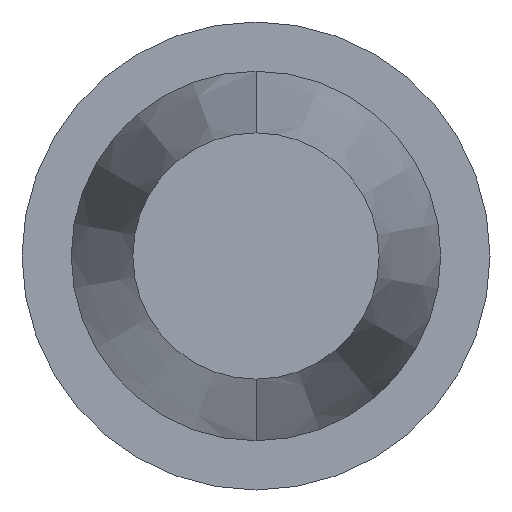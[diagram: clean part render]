
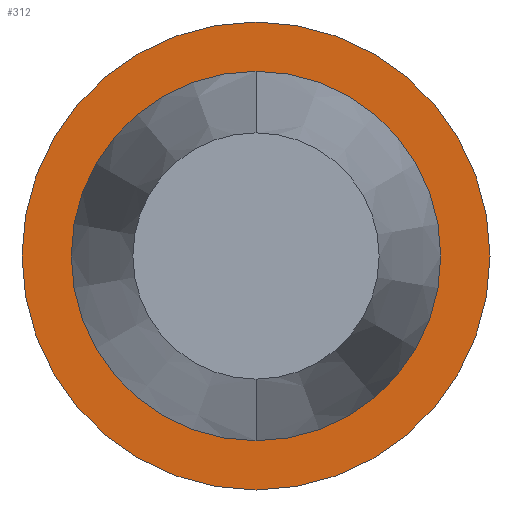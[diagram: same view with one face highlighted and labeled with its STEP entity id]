
A CAD part, front view. The second image highlights one B-rep face of the part: STEP entity #312.
In plain terms, the highlighted planar face has unit normal (0, -1, 0).
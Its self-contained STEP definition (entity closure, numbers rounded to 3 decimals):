
#93 = CARTESIAN_POINT ( 'NONE',  ( 0., 0., 0. ) ) ;
#104 = ORIENTED_EDGE ( 'NONE', *, *, #1219, .T. ) ;
#112 = CIRCLE ( 'NONE', #179, 2. ) ;
#117 = PLANE ( 'NONE',  #385 ) ;
#179 = AXIS2_PLACEMENT_3D ( 'NONE', #1264, #722, #574 ) ;
#191 = VERTEX_POINT ( 'NONE', #377 ) ;
#204 = ORIENTED_EDGE ( 'NONE', *, *, #1125, .T. ) ;
#300 = EDGE_LOOP ( 'NONE', ( #712, #427 ) ) ;
#312 = ADVANCED_FACE ( 'NONE', ( #372, #1485 ), #117, .F. ) ;
#364 = EDGE_LOOP ( 'NONE', ( #104, #204 ) ) ;
#372 = FACE_BOUND ( 'NONE', #364, .T. ) ;
#377 = CARTESIAN_POINT ( 'NONE',  ( 0., 0., -2. ) ) ;
#385 = AXIS2_PLACEMENT_3D ( 'NONE', #650, #1322, #1603 ) ;
#427 = ORIENTED_EDGE ( 'NONE', *, *, #1663, .F. ) ;
#441 = AXIS2_PLACEMENT_3D ( 'NONE', #93, #1042, #1179 ) ;
#532 = DIRECTION ( 'NONE',  ( 0., 0., 1. ) ) ;
#574 = DIRECTION ( 'NONE',  ( 0., 0., 1. ) ) ;
#613 = EDGE_CURVE ( 'NONE', #1100, #1610, #1554, .T. ) ;
#650 = CARTESIAN_POINT ( 'NONE',  ( 0., 0., 0. ) ) ;
#712 = ORIENTED_EDGE ( 'NONE', *, *, #613, .F. ) ;
#722 = DIRECTION ( 'NONE',  ( 0., 1., 0. ) ) ;
#725 = CIRCLE ( 'NONE', #1175, 3.8 ) ;
#781 = DIRECTION ( 'NONE',  ( 0., 1., 0. ) ) ;
#867 = CARTESIAN_POINT ( 'NONE',  ( 0., 0., 2. ) ) ;
#929 = VERTEX_POINT ( 'NONE', #867 ) ;
#957 = CARTESIAN_POINT ( 'NONE',  ( 0., 0., 0. ) ) ;
#1042 = DIRECTION ( 'NONE',  ( 0., 1., 0. ) ) ;
#1089 = CIRCLE ( 'NONE', #1590, 2. ) ;
#1100 = VERTEX_POINT ( 'NONE', #1747 ) ;
#1125 = EDGE_CURVE ( 'NONE', #191, #929, #1089, .T. ) ;
#1171 = CARTESIAN_POINT ( 'NONE',  ( 0., 0., 3.8 ) ) ;
#1175 = AXIS2_PLACEMENT_3D ( 'NONE', #1488, #781, #1217 ) ;
#1179 = DIRECTION ( 'NONE',  ( 0., 0., 1. ) ) ;
#1217 = DIRECTION ( 'NONE',  ( 0., 0., 1. ) ) ;
#1219 = EDGE_CURVE ( 'NONE', #929, #191, #112, .T. ) ;
#1264 = CARTESIAN_POINT ( 'NONE',  ( 0., 0., 0. ) ) ;
#1322 = DIRECTION ( 'NONE',  ( 0., 1., 0. ) ) ;
#1485 = FACE_OUTER_BOUND ( 'NONE', #300, .T. ) ;
#1488 = CARTESIAN_POINT ( 'NONE',  ( 0., 0., 0. ) ) ;
#1554 = CIRCLE ( 'NONE', #441, 3.8 ) ;
#1590 = AXIS2_PLACEMENT_3D ( 'NONE', #957, #1644, #532 ) ;
#1603 = DIRECTION ( 'NONE',  ( 0., 0., 1. ) ) ;
#1610 = VERTEX_POINT ( 'NONE', #1171 ) ;
#1644 = DIRECTION ( 'NONE',  ( 0., 1., 0. ) ) ;
#1663 = EDGE_CURVE ( 'NONE', #1610, #1100, #725, .T. ) ;
#1747 = CARTESIAN_POINT ( 'NONE',  ( 0., 0., -3.8 ) ) ;
